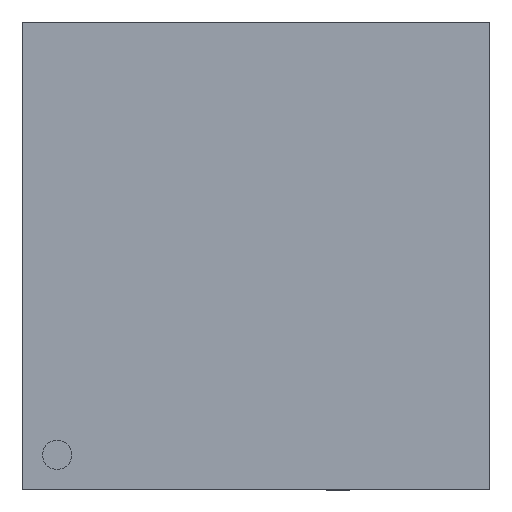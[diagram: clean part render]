
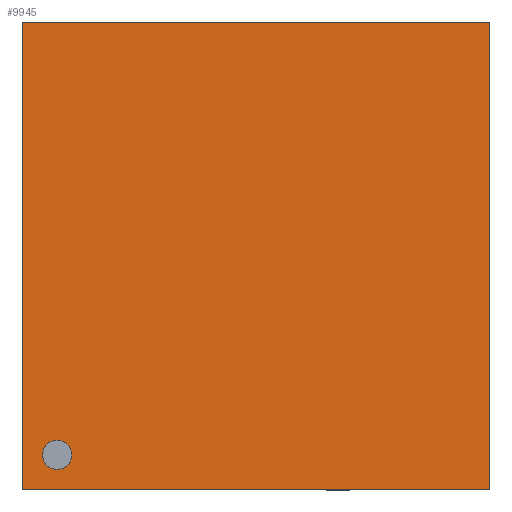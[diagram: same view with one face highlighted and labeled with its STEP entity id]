
A CAD part, left-side view. The second image highlights one B-rep face of the part: STEP entity #9945.
In plain terms, the highlighted planar face has unit normal (-1, 0, 0).
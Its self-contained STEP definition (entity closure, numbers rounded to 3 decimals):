
#80 = DIRECTION ( 'NONE',  ( 0., 0., -1. ) ) ;
#209 = CARTESIAN_POINT ( 'NONE',  ( -0.44, 2., -2. ) ) ;
#473 = CARTESIAN_POINT ( 'NONE',  ( -0.44, 1.7, -1.825 ) ) ;
#804 = VECTOR ( 'NONE', #10605, 1000. ) ;
#920 = DIRECTION ( 'NONE',  ( -1., 0., 0. ) ) ;
#1316 = DIRECTION ( 'NONE',  ( 0., 0., 1. ) ) ;
#2091 = CARTESIAN_POINT ( 'NONE',  ( -0.44, -2., 2. ) ) ;
#2130 = ORIENTED_EDGE ( 'NONE', *, *, #10439, .F. ) ;
#2145 = LINE ( 'NONE', #5104, #6225 ) ;
#2276 = VERTEX_POINT ( 'NONE', #6695 ) ;
#2417 = EDGE_CURVE ( 'NONE', #2545, #3940, #10450, .T. ) ;
#2545 = VERTEX_POINT ( 'NONE', #209 ) ;
#2979 = LINE ( 'NONE', #2091, #804 ) ;
#3296 = CARTESIAN_POINT ( 'NONE',  ( -0.44, 0., 0. ) ) ;
#3512 = CARTESIAN_POINT ( 'NONE',  ( -0.44, 2., -2. ) ) ;
#3799 = ORIENTED_EDGE ( 'NONE', *, *, #2417, .F. ) ;
#3918 = ORIENTED_EDGE ( 'NONE', *, *, #6858, .F. ) ;
#3940 = VERTEX_POINT ( 'NONE', #5283 ) ;
#3982 = AXIS2_PLACEMENT_3D ( 'NONE', #5812, #920, #6645 ) ;
#4101 = CIRCLE ( 'NONE', #8628, 0.125 ) ;
#4311 = DIRECTION ( 'NONE',  ( 0., 1., 0. ) ) ;
#4436 = EDGE_LOOP ( 'NONE', ( #5195, #3799, #2130, #6886 ) ) ;
#4453 = EDGE_CURVE ( 'NONE', #3940, #2276, #2145, .T. ) ;
#4657 = CARTESIAN_POINT ( 'NONE',  ( -0.44, 1.7, -1.7 ) ) ;
#4961 = DIRECTION ( 'NONE',  ( 1., 0., 0. ) ) ;
#5104 = CARTESIAN_POINT ( 'NONE',  ( -0.44, 2., 2. ) ) ;
#5195 = ORIENTED_EDGE ( 'NONE', *, *, #4453, .F. ) ;
#5283 = CARTESIAN_POINT ( 'NONE',  ( -0.44, 2., 2. ) ) ;
#5439 = VERTEX_POINT ( 'NONE', #473 ) ;
#5500 = DIRECTION ( 'NONE',  ( 0., 0., -1. ) ) ;
#5735 = LINE ( 'NONE', #3512, #9867 ) ;
#5812 = CARTESIAN_POINT ( 'NONE',  ( -0.44, 1.7, -1.7 ) ) ;
#6011 = FACE_BOUND ( 'NONE', #6096, .T. ) ;
#6096 = EDGE_LOOP ( 'NONE', ( #3918, #9976 ) ) ;
#6225 = VECTOR ( 'NONE', #9438, 1000. ) ;
#6645 = DIRECTION ( 'NONE',  ( 0., 0., -1. ) ) ;
#6695 = CARTESIAN_POINT ( 'NONE',  ( -0.44, -2., 2. ) ) ;
#6858 = EDGE_CURVE ( 'NONE', #5439, #7443, #8365, .T. ) ;
#6886 = ORIENTED_EDGE ( 'NONE', *, *, #7289, .F. ) ;
#7289 = EDGE_CURVE ( 'NONE', #2276, #8958, #2979, .T. ) ;
#7443 = VERTEX_POINT ( 'NONE', #9909 ) ;
#7851 = EDGE_CURVE ( 'NONE', #7443, #5439, #4101, .T. ) ;
#8262 = VECTOR ( 'NONE', #1316, 1000. ) ;
#8365 = CIRCLE ( 'NONE', #3982, 0.125 ) ;
#8628 = AXIS2_PLACEMENT_3D ( 'NONE', #4657, #10412, #5500 ) ;
#8958 = VERTEX_POINT ( 'NONE', #10000 ) ;
#9438 = DIRECTION ( 'NONE',  ( 0., -1., 0. ) ) ;
#9827 = AXIS2_PLACEMENT_3D ( 'NONE', #3296, #4961, #80 ) ;
#9867 = VECTOR ( 'NONE', #4311, 1000. ) ;
#9899 = FACE_OUTER_BOUND ( 'NONE', #4436, .T. ) ;
#9909 = CARTESIAN_POINT ( 'NONE',  ( -0.44, 1.7, -1.575 ) ) ;
#9912 = PLANE ( 'NONE',  #9827 ) ;
#9945 = ADVANCED_FACE ( 'NONE', ( #9899, #6011 ), #9912, .F. ) ;
#9976 = ORIENTED_EDGE ( 'NONE', *, *, #7851, .F. ) ;
#10000 = CARTESIAN_POINT ( 'NONE',  ( -0.44, -2., -2. ) ) ;
#10057 = CARTESIAN_POINT ( 'NONE',  ( -0.44, 2., 2. ) ) ;
#10412 = DIRECTION ( 'NONE',  ( -1., 0., 0. ) ) ;
#10439 = EDGE_CURVE ( 'NONE', #8958, #2545, #5735, .T. ) ;
#10450 = LINE ( 'NONE', #10057, #8262 ) ;
#10605 = DIRECTION ( 'NONE',  ( 0., 0., -1. ) ) ;
